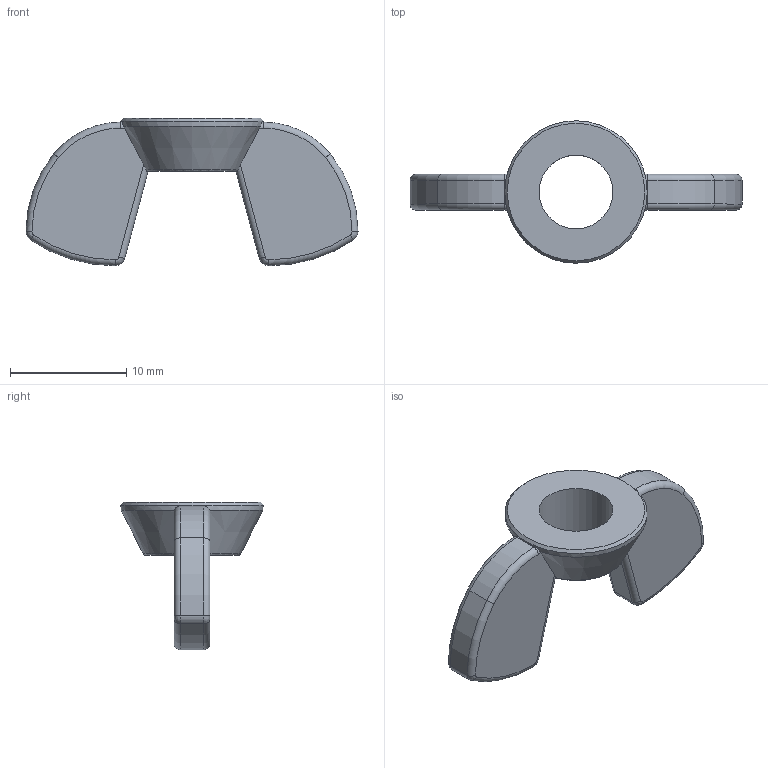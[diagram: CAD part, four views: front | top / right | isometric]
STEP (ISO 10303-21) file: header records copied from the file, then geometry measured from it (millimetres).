
FILE_DESCRIPTION(/* description */ (''),/* implementation_level */ '2;1');
FILE_NAME(/* name */ 'wing_.25_20_90866A029.ipt.stp',/* time_stamp */ '2018-01-01T11:21:46-08:00',/* author */ ('PhillipD'),/* organization */ (''),/* preprocessor_version */ 'ST-DEVELOPER v16.13',/* originating_system */ 'Autodesk Inventor 2018',/* authorisation */ '');
FILE_SCHEMA (('AUTOMOTIVE_DESIGN { 1 0 10303 214 3 1 1 }'));
Length unit declared in the file: inch
Products named in the file (1): wing_.25_20_90866A029
Bounding box: 28.57 x 12.26 x 12.7 mm (x, y, z)
Volume: 821.8 mm3; surface area: 868.1 mm2
Topology: 1 solids, 1 shells, 55 faces, 134 edges, 81 vertices
Faces by surface type: cylinder 19, torus 14, plane 10, bspline 8, cone 4
Full cylindrical faces by diameter (mm): 6.35 x1
Entity records: 1774 total; most frequent: CARTESIAN_POINT 460, DIRECTION 286, ORIENTED_EDGE 260, EDGE_CURVE 130, AXIS2_PLACEMENT_3D 128, VERTEX_POINT 80, CIRCLE 76, EDGE_LOOP 60
